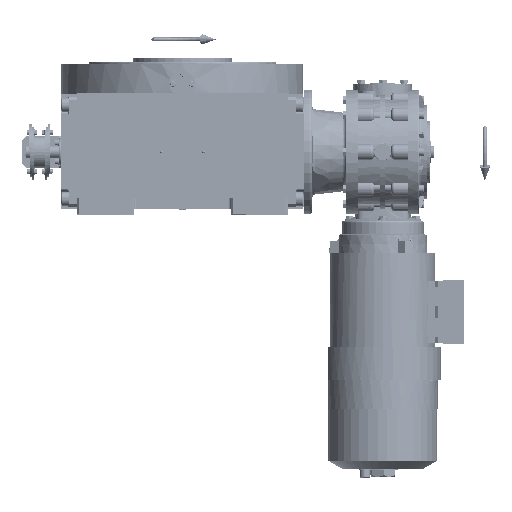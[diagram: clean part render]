
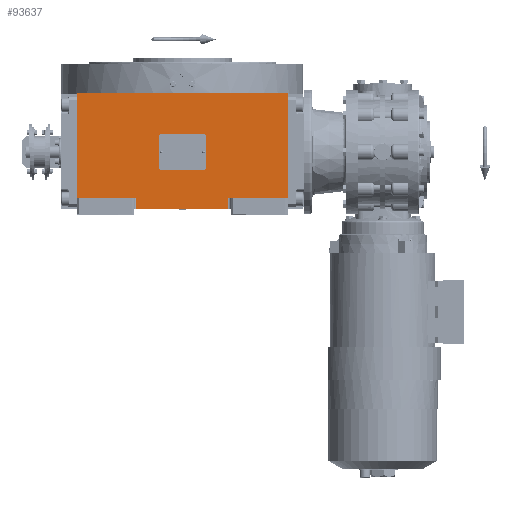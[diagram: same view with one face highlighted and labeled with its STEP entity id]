
A CAD part, top view. The second image highlights one B-rep face of the part: STEP entity #93637.
In plain terms, the highlighted planar face has unit normal (0, 0, 1).
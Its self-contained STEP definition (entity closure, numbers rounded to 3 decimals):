
#4564 = DIRECTION ( 'NONE',  ( 1., 0., 0. ) ) ;
#6381 = LINE ( 'NONE', #133393, #24043 ) ;
#8034 = LINE ( 'NONE', #123796, #123273 ) ;
#12924 = ORIENTED_EDGE ( 'NONE', *, *, #163278, .F. ) ;
#16120 = EDGE_CURVE ( 'NONE', #78166, #64210, #181513, .T. ) ;
#19599 = CARTESIAN_POINT ( 'NONE',  ( -135., -59., 226. ) ) ;
#20554 = CARTESIAN_POINT ( 'NONE',  ( -59., -73., 226. ) ) ;
#23702 = CARTESIAN_POINT ( 'NONE',  ( 135., -59., 226. ) ) ;
#24043 = VECTOR ( 'NONE', #4564, 1000. ) ;
#25423 = CARTESIAN_POINT ( 'NONE',  ( -59., -73., 226. ) ) ;
#32986 = DIRECTION ( 'NONE',  ( 1., 0., 0. ) ) ;
#52774 = DIRECTION ( 'NONE',  ( 1., 0., 0. ) ) ;
#53811 = ORIENTED_EDGE ( 'NONE', *, *, #16120, .T. ) ;
#57195 = ORIENTED_EDGE ( 'NONE', *, *, #59153, .F. ) ;
#59153 = EDGE_CURVE ( 'NONE', #135697, #175998, #113639, .T. ) ;
#64210 = VERTEX_POINT ( 'NONE', #117264 ) ;
#69004 = EDGE_CURVE ( 'NONE', #108490, #69773, #180209, .T. ) ;
#69773 = VERTEX_POINT ( 'NONE', #92938 ) ;
#71108 = ORIENTED_EDGE ( 'NONE', *, *, #108244, .T. ) ;
#75813 = VECTOR ( 'NONE', #112784, 1000. ) ;
#78166 = VERTEX_POINT ( 'NONE', #177837 ) ;
#81143 = ORIENTED_EDGE ( 'NONE', *, *, #69004, .F. ) ;
#82389 = PLANE ( 'NONE',  #132803 ) ;
#86532 = CARTESIAN_POINT ( 'NONE',  ( 59., -59., 226. ) ) ;
#86862 = EDGE_CURVE ( 'NONE', #115518, #64210, #6381, .T. ) ;
#90577 = DIRECTION ( 'NONE',  ( 0., 1., 0. ) ) ;
#92050 = ORIENTED_EDGE ( 'NONE', *, *, #86862, .F. ) ;
#92838 = DIRECTION ( 'NONE',  ( 0., 1., 0. ) ) ;
#92938 = CARTESIAN_POINT ( 'NONE',  ( -59., -59., 226. ) ) ;
#93637 = ADVANCED_FACE ( 'NONE', ( #141240 ), #82389, .T. ) ;
#94279 = DIRECTION ( 'NONE',  ( 0., 1., 0. ) ) ;
#100856 = EDGE_CURVE ( 'NONE', #162823, #69773, #8034, .T. ) ;
#103816 = EDGE_LOOP ( 'NONE', ( #71108, #57195, #139141, #53811, #92050, #12924, #137108, #81143 ) ) ;
#103965 = LINE ( 'NONE', #157215, #127610 ) ;
#108244 = EDGE_CURVE ( 'NONE', #108490, #175998, #103965, .T. ) ;
#108490 = VERTEX_POINT ( 'NONE', #25423 ) ;
#109500 = CARTESIAN_POINT ( 'NONE',  ( -135., -73., 226. ) ) ;
#111813 = VECTOR ( 'NONE', #90577, 1000. ) ;
#112036 = CARTESIAN_POINT ( 'NONE',  ( -135., -59., 226. ) ) ;
#112784 = DIRECTION ( 'NONE',  ( 1., 0., 0. ) ) ;
#113639 = LINE ( 'NONE', #86532, #149086 ) ;
#113706 = LINE ( 'NONE', #153897, #75813 ) ;
#115518 = VERTEX_POINT ( 'NONE', #174958 ) ;
#117264 = CARTESIAN_POINT ( 'NONE',  ( 135., 75., 226. ) ) ;
#123273 = VECTOR ( 'NONE', #52774, 1000. ) ;
#123796 = CARTESIAN_POINT ( 'NONE',  ( -135., -59., 226. ) ) ;
#126288 = DIRECTION ( 'NONE',  ( 1., 0., 0. ) ) ;
#127610 = VECTOR ( 'NONE', #32986, 1000. ) ;
#127670 = DIRECTION ( 'NONE',  ( 0., -1., 0. ) ) ;
#132803 = AXIS2_PLACEMENT_3D ( 'NONE', #109500, #139394, #126288 ) ;
#133393 = CARTESIAN_POINT ( 'NONE',  ( -135., 75., 226. ) ) ;
#135697 = VERTEX_POINT ( 'NONE', #162093 ) ;
#136145 = VECTOR ( 'NONE', #92838, 1000. ) ;
#137108 = ORIENTED_EDGE ( 'NONE', *, *, #100856, .T. ) ;
#139141 = ORIENTED_EDGE ( 'NONE', *, *, #144319, .T. ) ;
#139394 = DIRECTION ( 'NONE',  ( 0., 0., 1. ) ) ;
#141240 = FACE_OUTER_BOUND ( 'NONE', #103816, .T. ) ;
#144319 = EDGE_CURVE ( 'NONE', #135697, #78166, #113706, .T. ) ;
#149086 = VECTOR ( 'NONE', #127670, 1000. ) ;
#153897 = CARTESIAN_POINT ( 'NONE',  ( 59., -59., 226. ) ) ;
#156719 = VECTOR ( 'NONE', #94279, 1000. ) ;
#157215 = CARTESIAN_POINT ( 'NONE',  ( -59., -73., 226. ) ) ;
#162093 = CARTESIAN_POINT ( 'NONE',  ( 59., -59., 226. ) ) ;
#162823 = VERTEX_POINT ( 'NONE', #112036 ) ;
#163278 = EDGE_CURVE ( 'NONE', #162823, #115518, #165222, .T. ) ;
#164820 = CARTESIAN_POINT ( 'NONE',  ( 59., -73., 226. ) ) ;
#165222 = LINE ( 'NONE', #19599, #111813 ) ;
#174958 = CARTESIAN_POINT ( 'NONE',  ( -135., 75., 226. ) ) ;
#175998 = VERTEX_POINT ( 'NONE', #164820 ) ;
#177837 = CARTESIAN_POINT ( 'NONE',  ( 135., -59., 226. ) ) ;
#180209 = LINE ( 'NONE', #20554, #156719 ) ;
#181513 = LINE ( 'NONE', #23702, #136145 ) ;
